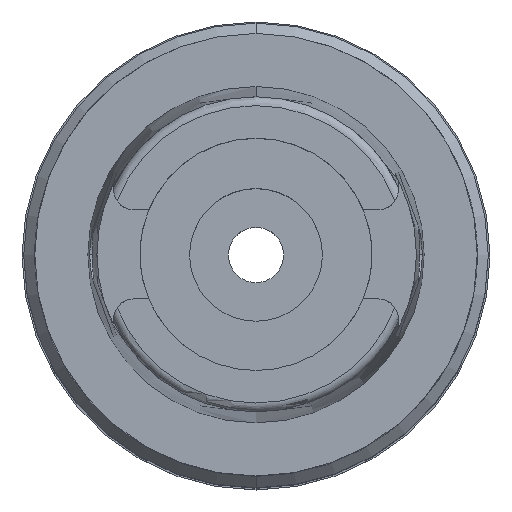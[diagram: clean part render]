
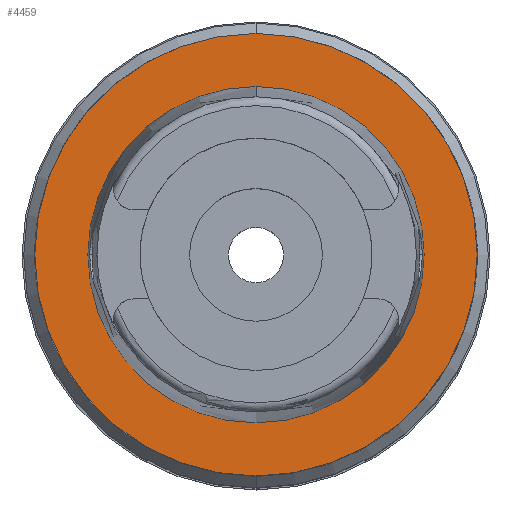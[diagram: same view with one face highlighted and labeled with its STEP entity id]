
A CAD part, top view. The second image highlights one B-rep face of the part: STEP entity #4459.
In plain terms, the highlighted planar face has unit normal (0, 0, 1).
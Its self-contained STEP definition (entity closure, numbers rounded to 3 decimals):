
#2285=CARTESIAN_POINT('',(0.,0.,0.));
#2286=DIRECTION('',(0.,0.,-1.));
#2287=DIRECTION('',(0.,-1.,0.));
#2288=AXIS2_PLACEMENT_3D('',#2285,#2286,#2287);
#2293=CARTESIAN_POINT('',(0.,0.,0.));
#2294=DIRECTION('',(0.,0.,-1.));
#2295=DIRECTION('',(0.,1.,0.));
#2296=AXIS2_PLACEMENT_3D('',#2293,#2294,#2295);
#2301=CARTESIAN_POINT('',(0.,0.,0.));
#2302=DIRECTION('',(0.,0.,1.));
#2303=DIRECTION('',(0.,-1.,0.));
#2304=AXIS2_PLACEMENT_3D('',#2301,#2302,#2303);
#2309=CARTESIAN_POINT('',(0.,0.,0.));
#2310=DIRECTION('',(0.,0.,1.));
#2311=DIRECTION('',(0.,1.,0.));
#2312=AXIS2_PLACEMENT_3D('',#2309,#2310,#2311);
#2513=CARTESIAN_POINT('',(0.,-15.2,0.));
#2514=VERTEX_POINT('',#2513);
#2515=CARTESIAN_POINT('',(0.,15.2,0.));
#2516=VERTEX_POINT('',#2515);
#2787=CARTESIAN_POINT('',(0.,20.,0.));
#2788=VERTEX_POINT('',#2787);
#2789=CARTESIAN_POINT('',(0.,-20.,0.));
#2790=VERTEX_POINT('',#2789);
#4446=CARTESIAN_POINT('',(0.,0.,0.));
#4447=DIRECTION('',(0.,0.,-1.));
#4448=DIRECTION('',(0.,-1.,0.));
#4449=AXIS2_PLACEMENT_3D('',#4446,#4447,#4448);
#4450=PLANE('',#4449);
#4451=ORIENTED_EDGE('',*,*,#4058,.T.);
#4452=ORIENTED_EDGE('',*,*,#4201,.T.);
#4453=EDGE_LOOP('',(#4451,#4452));
#4454=FACE_OUTER_BOUND('',#4453,.F.);
#4455=ORIENTED_EDGE('',*,*,#3018,.T.);
#4456=ORIENTED_EDGE('',*,*,#2987,.T.);
#4457=EDGE_LOOP('',(#4455,#4456));
#4458=FACE_BOUND('',#4457,.F.);
#2289=CIRCLE('',#2288,20.);
#2297=CIRCLE('',#2296,20.);
#2305=CIRCLE('',#2304,15.2);
#2313=CIRCLE('',#2312,15.2);
#2987=EDGE_CURVE('',#2516,#2514,#2313,.T.);
#3018=EDGE_CURVE('',#2514,#2516,#2305,.T.);
#4058=EDGE_CURVE('',#2790,#2788,#2289,.T.);
#4201=EDGE_CURVE('',#2788,#2790,#2297,.T.);
#4459=ADVANCED_FACE('',(#4454,#4458),#4450,.F.);
